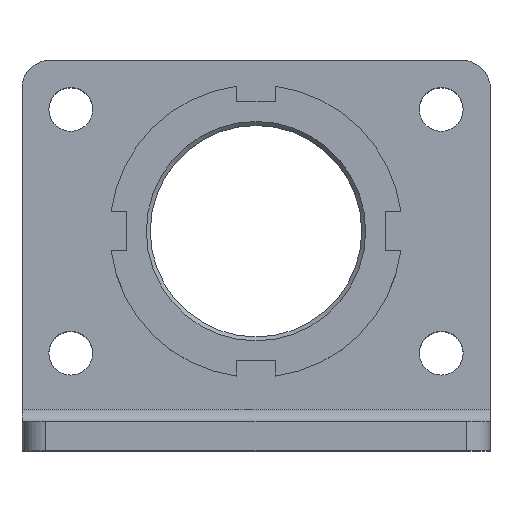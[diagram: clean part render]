
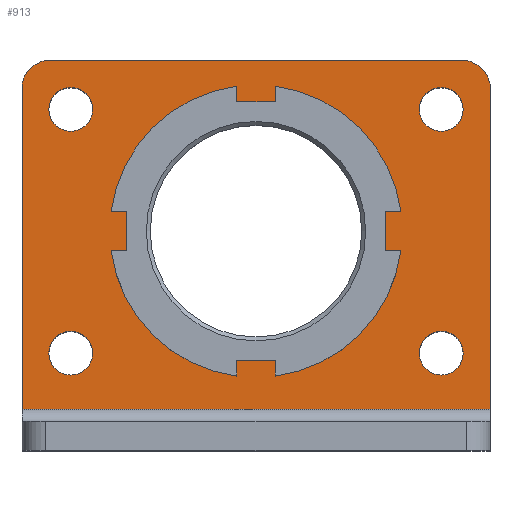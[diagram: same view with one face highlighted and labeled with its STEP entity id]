
A CAD part, top view. The second image highlights one B-rep face of the part: STEP entity #913.
In plain terms, the highlighted face is planar.
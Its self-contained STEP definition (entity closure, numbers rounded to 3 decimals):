
#69=CIRCLE('',#1001,4.5);
#70=CIRCLE('',#1002,4.5);
#71=CIRCLE('',#1003,4.5);
#72=CIRCLE('',#1004,4.5);
#73=CIRCLE('',#1005,22.55);
#74=CIRCLE('',#1006,6.);
#75=CIRCLE('',#1007,6.);
#131=ORIENTED_EDGE('',*,*,#381,.F.);
#132=ORIENTED_EDGE('',*,*,#382,.F.);
#133=ORIENTED_EDGE('',*,*,#383,.F.);
#134=ORIENTED_EDGE('',*,*,#384,.F.);
#135=ORIENTED_EDGE('',*,*,#385,.F.);
#136=ORIENTED_EDGE('',*,*,#386,.F.);
#137=ORIENTED_EDGE('',*,*,#387,.T.);
#138=ORIENTED_EDGE('',*,*,#360,.F.);
#139=ORIENTED_EDGE('',*,*,#388,.T.);
#140=ORIENTED_EDGE('',*,*,#369,.T.);
#141=ORIENTED_EDGE('',*,*,#389,.T.);
#360=EDGE_CURVE('',#486,#487,#575,.T.);
#369=EDGE_CURVE('',#496,#495,#582,.T.);
#381=EDGE_CURVE('',#505,#505,#69,.F.);
#382=EDGE_CURVE('',#506,#506,#70,.F.);
#383=EDGE_CURVE('',#507,#507,#71,.F.);
#384=EDGE_CURVE('',#508,#508,#72,.F.);
#385=EDGE_CURVE('',#509,#509,#73,.F.);
#386=EDGE_CURVE('',#510,#511,#586,.T.);
#387=EDGE_CURVE('',#510,#487,#74,.F.);
#388=EDGE_CURVE('',#486,#496,#587,.T.);
#389=EDGE_CURVE('',#495,#511,#75,.F.);
#486=VERTEX_POINT('',#1375);
#487=VERTEX_POINT('',#1377);
#495=VERTEX_POINT('',#1394);
#496=VERTEX_POINT('',#1396);
#505=VERTEX_POINT('',#1419);
#506=VERTEX_POINT('',#1421);
#507=VERTEX_POINT('',#1423);
#508=VERTEX_POINT('',#1425);
#509=VERTEX_POINT('',#1427);
#510=VERTEX_POINT('',#1429);
#511=VERTEX_POINT('',#1430);
#575=LINE('',#1376,#655);
#582=LINE('',#1395,#662);
#586=LINE('',#1428,#666);
#587=LINE('',#1432,#667);
#655=VECTOR('',#1094,1000.);
#662=VECTOR('',#1107,1000.);
#666=VECTOR('',#1141,1000.);
#667=VECTOR('',#1144,1000.);
#740=EDGE_LOOP('',(#131));
#741=EDGE_LOOP('',(#132));
#742=EDGE_LOOP('',(#133));
#743=EDGE_LOOP('',(#134));
#744=EDGE_LOOP('',(#135));
#745=EDGE_LOOP('',(#136,#137,#138,#139,#140,#141));
#816=FACE_BOUND('',#740,.T.);
#817=FACE_BOUND('',#741,.T.);
#818=FACE_BOUND('',#742,.T.);
#819=FACE_BOUND('',#743,.T.);
#820=FACE_BOUND('',#744,.T.);
#821=FACE_BOUND('',#745,.T.);
#887=PLANE('',#1000);
#913=ADVANCED_FACE('',(#816,#817,#818,#819,#820,#821),#887,.F.);
#1000=AXIS2_PLACEMENT_3D('',#1417,#1129,#1130);
#1001=AXIS2_PLACEMENT_3D('',#1418,#1131,#1132);
#1002=AXIS2_PLACEMENT_3D('',#1420,#1133,#1134);
#1003=AXIS2_PLACEMENT_3D('',#1422,#1135,#1136);
#1004=AXIS2_PLACEMENT_3D('',#1424,#1137,#1138);
#1005=AXIS2_PLACEMENT_3D('',#1426,#1139,#1140);
#1006=AXIS2_PLACEMENT_3D('',#1431,#1142,#1143);
#1007=AXIS2_PLACEMENT_3D('',#1433,#1145,#1146);
#1094=DIRECTION('',(0.,1.,0.));
#1107=DIRECTION('',(0.,1.,0.));
#1129=DIRECTION('',(-1.,0.,0.));
#1130=DIRECTION('',(0.,0.,1.));
#1131=DIRECTION('',(-1.,0.,0.));
#1132=DIRECTION('',(0.,0.,1.));
#1133=DIRECTION('',(-1.,0.,0.));
#1134=DIRECTION('',(0.,0.,1.));
#1135=DIRECTION('',(-1.,0.,0.));
#1136=DIRECTION('',(0.,0.,1.));
#1137=DIRECTION('',(-1.,0.,0.));
#1138=DIRECTION('',(0.,0.,1.));
#1139=DIRECTION('',(-1.,0.,0.));
#1140=DIRECTION('',(0.,0.,1.));
#1141=DIRECTION('',(0.,0.,-1.));
#1142=DIRECTION('',(-1.,0.,0.));
#1143=DIRECTION('',(0.,0.,1.));
#1144=DIRECTION('',(0.,0.,-1.));
#1145=DIRECTION('',(-1.,0.,0.));
#1146=DIRECTION('',(0.,0.,1.));
#1375=CARTESIAN_POINT('',(6.,8.5,48.));
#1376=CARTESIAN_POINT('',(6.,8.5,48.));
#1377=CARTESIAN_POINT('',(6.,75.191,48.));
#1394=CARTESIAN_POINT('',(6.,75.191,-48.));
#1395=CARTESIAN_POINT('',(6.,8.5,-48.));
#1396=CARTESIAN_POINT('',(6.,8.5,-48.));
#1417=CARTESIAN_POINT('',(6.,8.5,48.));
#1418=CARTESIAN_POINT('',(6.,70.,38.));
#1419=CARTESIAN_POINT('',(6.,70.,42.5));
#1420=CARTESIAN_POINT('',(6.,20.,-38.));
#1421=CARTESIAN_POINT('',(6.,20.,-33.5));
#1422=CARTESIAN_POINT('',(6.,20.,38.));
#1423=CARTESIAN_POINT('',(6.,20.,42.5));
#1424=CARTESIAN_POINT('',(6.,70.,-38.));
#1425=CARTESIAN_POINT('',(6.,70.,-33.5));
#1426=CARTESIAN_POINT('',(6.,45.,0.));
#1427=CARTESIAN_POINT('',(6.,45.,22.55));
#1428=CARTESIAN_POINT('',(6.,80.,48.));
#1429=CARTESIAN_POINT('',(6.,80.,43.191));
#1430=CARTESIAN_POINT('',(6.,80.,-43.191));
#1431=CARTESIAN_POINT('',(6.,74.1,42.1));
#1432=CARTESIAN_POINT('',(6.,8.5,48.));
#1433=CARTESIAN_POINT('',(6.,74.1,-42.1));
